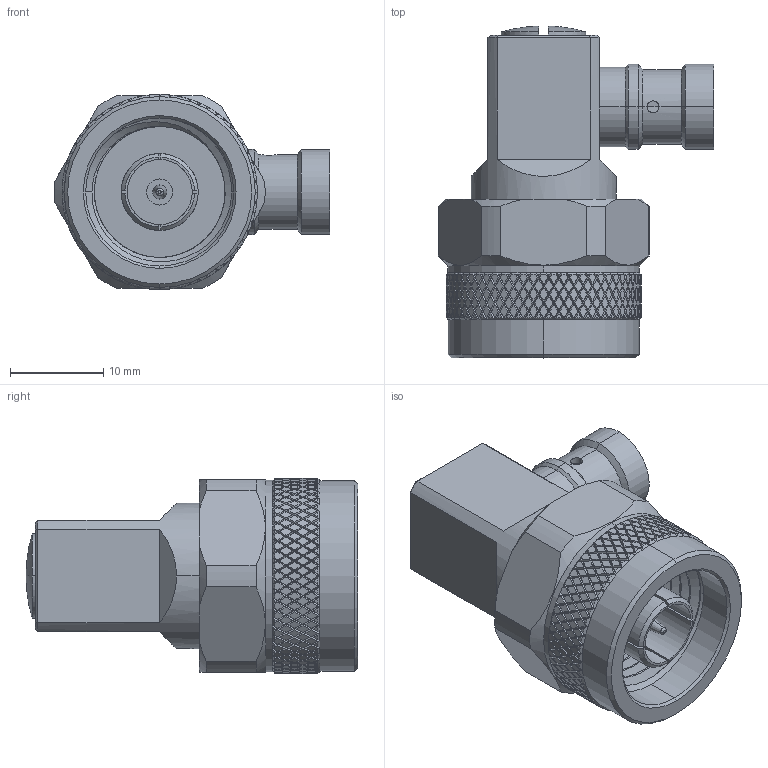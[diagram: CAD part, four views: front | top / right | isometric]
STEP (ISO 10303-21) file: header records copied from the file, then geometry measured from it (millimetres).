
FILE_DESCRIPTION (( 'STEP AP214' ), '1' );
FILE_NAME ('TC-SPP250-NM-RA-LP.step', '2021-05-04T14:31:53', ( '' ), ( '' ), 'SwSTEP 2.0', 'SolidWorks 2020', '' );
FILE_SCHEMA (( 'AUTOMOTIVE_DESIGN' ));
Length unit declared in the file: inch
Products named in the file (1): TC-SPP250-NM-RA-LP
Bounding box: 29.52 x 35.59 x 20.92 mm (x, y, z)
Volume: 7188.3 mm3; surface area: 4748.6 mm2
Topology: 2 solids, 3 shells, 2033 faces, 4507 edges, 2487 vertices
Faces by surface type: bspline 1448, cylinder 482, plane 52, cone 43, sphere 4, torus 4
Entity records: 70605 total; most frequent: CARTESIAN_POINT 42224, ORIENTED_EDGE 9014, EDGE_CURVE 4507, VERTEX_POINT 2487, DIRECTION 2144, EDGE_LOOP 2044, ADVANCED_FACE 2033, FACE_OUTER_BOUND 2033
